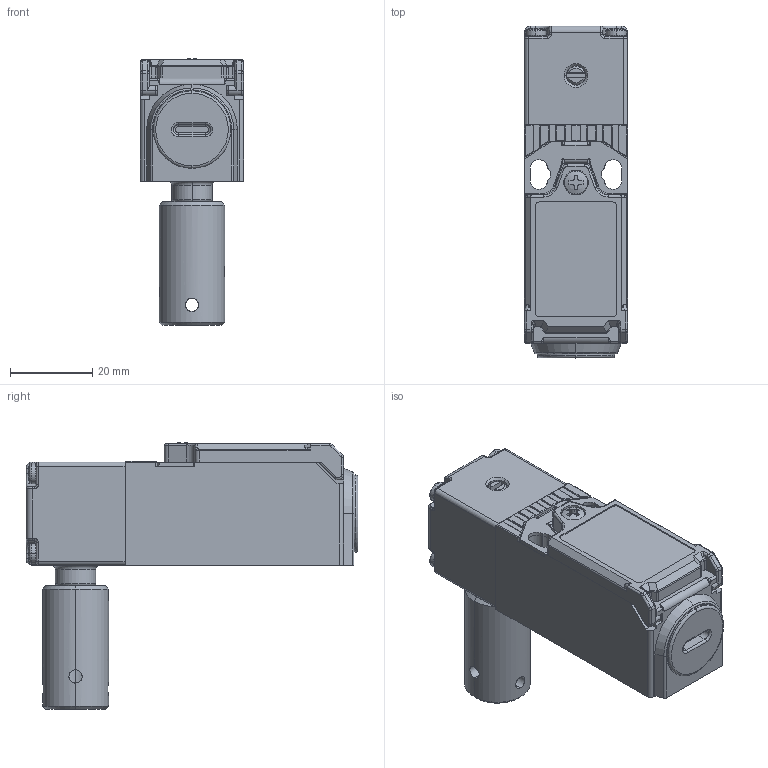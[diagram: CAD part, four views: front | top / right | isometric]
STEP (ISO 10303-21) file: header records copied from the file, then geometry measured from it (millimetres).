
FILE_DESCRIPTION (( 'STEP AP214' ), '1' );
FILE_NAME ('HC-1-193016.STEP', '2015-08-10T19:39:01', ( '' ), ( '' ), 'SwSTEP 2.0', 'SolidWorks 2014', '' );
FILE_SCHEMA (( 'AUTOMOTIVE_DESIGN' ));
Length unit declared in the file: inch
Products named in the file (1): HC-1-193016
Bounding box: 25 x 80.5 x 64.74 mm (x, y, z)
Volume: 29427.3 mm3; surface area: 28750.1 mm2
Topology: 14 solids, 14 shells, 1716 faces, 4380 edges, 2688 vertices
Faces by surface type: plane 700, cylinder 611, torus 170, bspline 93, cone 75, sphere 67
Entity records: 58491 total; most frequent: CARTESIAN_POINT 17761, ORIENTED_EDGE 8604, DIRECTION 8392, EDGE_CURVE 4302, AXIS2_PLACEMENT_3D 3000, VERTEX_POINT 2675, VECTOR 2392, LINE 2392
